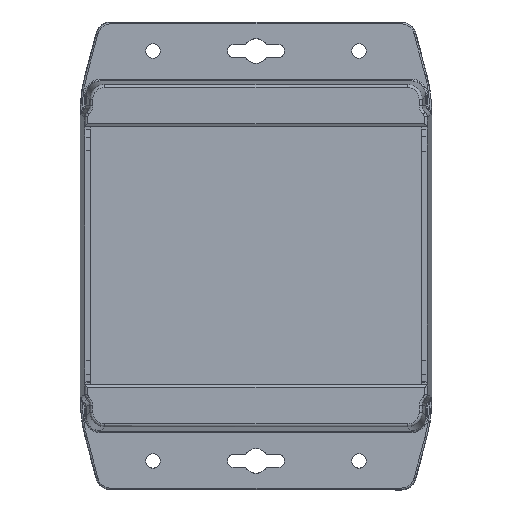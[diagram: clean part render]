
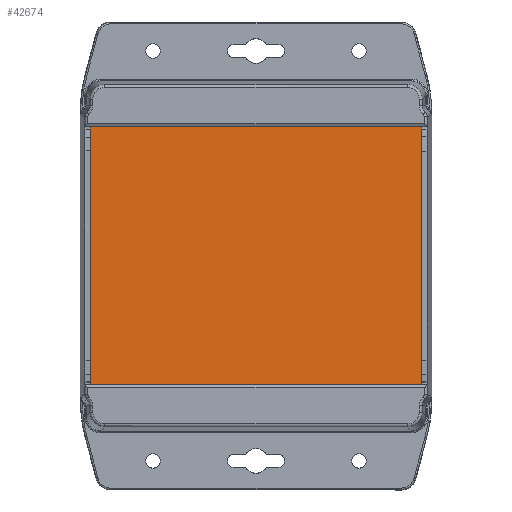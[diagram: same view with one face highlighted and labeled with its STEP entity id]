
A CAD part, top view. The second image highlights one B-rep face of the part: STEP entity #42674.
In plain terms, the highlighted planar face has unit normal (0, 0, 1).
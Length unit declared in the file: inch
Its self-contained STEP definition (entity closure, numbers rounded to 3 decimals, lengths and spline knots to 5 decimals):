
#808 = EDGE_CURVE ( 'NONE', #30927, #6859, #5675, .T. ) ;
#861 = EDGE_CURVE ( 'NONE', #32286, #40519, #29622, .T. ) ;
#1034 = VECTOR ( 'NONE', #21210, 39.37008 ) ;
#1053 = LINE ( 'NONE', #41732, #2627 ) ;
#1083 = LINE ( 'NONE', #17590, #44553 ) ;
#1632 = CARTESIAN_POINT ( 'NONE',  ( -3.17789, -0.24025, 1.79134 ) ) ;
#2627 = VECTOR ( 'NONE', #21171, 39.37008 ) ;
#3109 = ORIENTED_EDGE ( 'NONE', *, *, #36350, .T. ) ;
#3195 = ORIENTED_EDGE ( 'NONE', *, *, #28971, .F. ) ;
#4249 = LINE ( 'NONE', #18041, #1034 ) ;
#4995 = EDGE_CURVE ( 'NONE', #33759, #6859, #4249, .T. ) ;
#5073 = PLANE ( 'NONE',  #5805 ) ;
#5675 = LINE ( 'NONE', #29389, #9338 ) ;
#5805 = AXIS2_PLACEMENT_3D ( 'NONE', #29013, #43484, #12540 ) ;
#6614 = VECTOR ( 'NONE', #43814, 39.37008 ) ;
#6859 = VERTEX_POINT ( 'NONE', #25498 ) ;
#7424 = DIRECTION ( 'NONE',  ( 1., 0., 0. ) ) ;
#7547 = ORIENTED_EDGE ( 'NONE', *, *, #44357, .F. ) ;
#9338 = VECTOR ( 'NONE', #35943, 39.37008 ) ;
#9486 = EDGE_CURVE ( 'NONE', #22193, #33029, #1083, .T. ) ;
#11503 = VECTOR ( 'NONE', #36167, 39.37008 ) ;
#12540 = DIRECTION ( 'NONE',  ( 1., 0., 0. ) ) ;
#12876 = LINE ( 'NONE', #23268, #6614 ) ;
#14411 = ORIENTED_EDGE ( 'NONE', *, *, #808, .T. ) ;
#15465 = LINE ( 'NONE', #29909, #35358 ) ;
#17513 = CARTESIAN_POINT ( 'NONE',  ( -3.17789, -3.69765, 1.79134 ) ) ;
#17590 = CARTESIAN_POINT ( 'NONE',  ( -0.93844, -0.24025, 1.79134 ) ) ;
#18041 = CARTESIAN_POINT ( 'NONE',  ( -0.93844, -3.73702, 1.79134 ) ) ;
#18342 = ORIENTED_EDGE ( 'NONE', *, *, #29396, .T. ) ;
#19304 = FACE_OUTER_BOUND ( 'NONE', #23585, .T. ) ;
#19315 = VERTEX_POINT ( 'NONE', #40602 ) ;
#20889 = ORIENTED_EDGE ( 'NONE', *, *, #9486, .F. ) ;
#21171 = DIRECTION ( 'NONE',  ( 0., -1., 0. ) ) ;
#21210 = DIRECTION ( 'NONE',  ( -1., 0., 0. ) ) ;
#22157 = CARTESIAN_POINT ( 'NONE',  ( 1.301, -0.24025, 1.79134 ) ) ;
#22193 = VERTEX_POINT ( 'NONE', #1632 ) ;
#23268 = CARTESIAN_POINT ( 'NONE',  ( -3.17789, -0.24025, 1.79134 ) ) ;
#23585 = EDGE_LOOP ( 'NONE', ( #18342, #14411, #30736, #3109, #26225, #3195, #20889, #7547 ) ) ;
#23933 = CARTESIAN_POINT ( 'NONE',  ( 1.301, -0.24025, 1.79134 ) ) ;
#24585 = LINE ( 'NONE', #23933, #36351 ) ;
#25498 = CARTESIAN_POINT ( 'NONE',  ( -3.17789, -3.73702, 1.79134 ) ) ;
#25944 = CARTESIAN_POINT ( 'NONE',  ( 1.301, -0.27962, 1.79134 ) ) ;
#26225 = ORIENTED_EDGE ( 'NONE', *, *, #861, .T. ) ;
#28971 = EDGE_CURVE ( 'NONE', #33029, #40519, #24585, .T. ) ;
#29013 = CARTESIAN_POINT ( 'NONE',  ( -0.93844, -1.98863, 1.79134 ) ) ;
#29389 = CARTESIAN_POINT ( 'NONE',  ( -3.17789, -3.73702, 1.79134 ) ) ;
#29396 = EDGE_CURVE ( 'NONE', #19315, #30927, #1053, .T. ) ;
#29622 = LINE ( 'NONE', #33235, #11503 ) ;
#29909 = CARTESIAN_POINT ( 'NONE',  ( 1.301, -3.73702, 1.79134 ) ) ;
#30736 = ORIENTED_EDGE ( 'NONE', *, *, #4995, .F. ) ;
#30927 = VERTEX_POINT ( 'NONE', #17513 ) ;
#32286 = VERTEX_POINT ( 'NONE', #36228 ) ;
#33029 = VERTEX_POINT ( 'NONE', #22157 ) ;
#33235 = CARTESIAN_POINT ( 'NONE',  ( 1.301, -3.73702, 1.79134 ) ) ;
#33759 = VERTEX_POINT ( 'NONE', #42393 ) ;
#35358 = VECTOR ( 'NONE', #36454, 39.37008 ) ;
#35943 = DIRECTION ( 'NONE',  ( 0., -1., 0. ) ) ;
#36167 = DIRECTION ( 'NONE',  ( 0., 1., 0. ) ) ;
#36228 = CARTESIAN_POINT ( 'NONE',  ( 1.301, -3.69765, 1.79134 ) ) ;
#36350 = EDGE_CURVE ( 'NONE', #33759, #32286, #15465, .T. ) ;
#36351 = VECTOR ( 'NONE', #38363, 39.37008 ) ;
#36454 = DIRECTION ( 'NONE',  ( 0., 1., 0. ) ) ;
#38363 = DIRECTION ( 'NONE',  ( 0., -1., 0. ) ) ;
#40519 = VERTEX_POINT ( 'NONE', #25944 ) ;
#40602 = CARTESIAN_POINT ( 'NONE',  ( -3.17789, -0.27962, 1.79134 ) ) ;
#41732 = CARTESIAN_POINT ( 'NONE',  ( -3.17789, -0.24025, 1.79134 ) ) ;
#42393 = CARTESIAN_POINT ( 'NONE',  ( 1.301, -3.73702, 1.79134 ) ) ;
#42674 = ADVANCED_FACE ( 'NONE', ( #19304 ), #5073, .F. ) ;
#43484 = DIRECTION ( 'NONE',  ( 0., 0., -1. ) ) ;
#43814 = DIRECTION ( 'NONE',  ( 0., 1., 0. ) ) ;
#44357 = EDGE_CURVE ( 'NONE', #19315, #22193, #12876, .T. ) ;
#44553 = VECTOR ( 'NONE', #7424, 39.37008 ) ;
